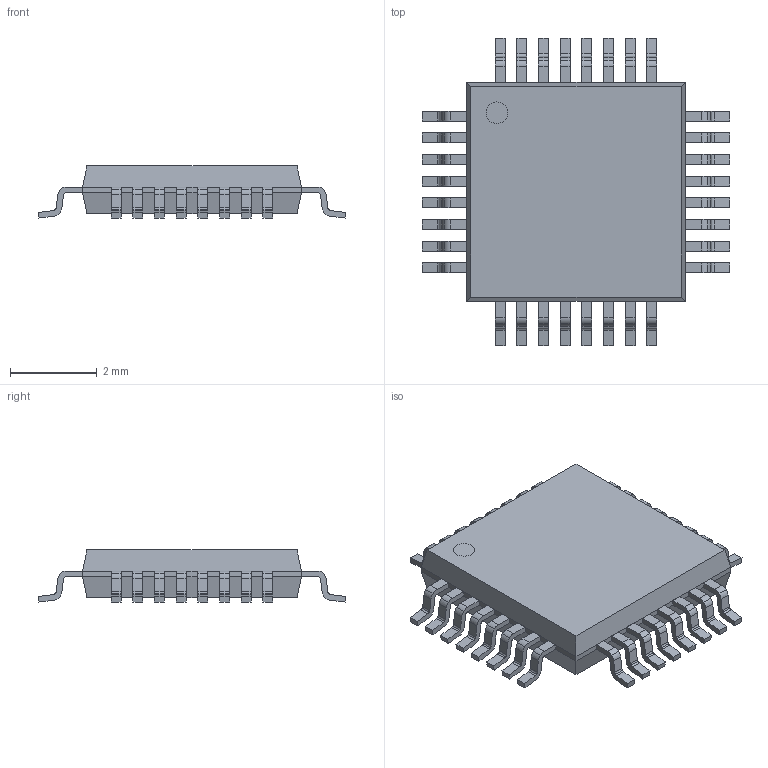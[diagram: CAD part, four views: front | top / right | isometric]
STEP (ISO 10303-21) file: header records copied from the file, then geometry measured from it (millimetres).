
FILE_DESCRIPTION((''),'2;1');
FILE_NAME('QFP50P700X700X120-32AN.stp','2009-12-07T16:11:17',(''),(''),'Mechanical Desktop 2006','Mechanical Desktop 2006',', , ');
FILE_SCHEMA(('AUTOMOTIVE_DESIGN { 1 2 10303 214 0 1 1 1 }'));
Length unit declared in the file: millimetre
Products named in the file (1): Product
Bounding box: 7.1 x 7.1 x 1.2 mm (x, y, z)
Volume: 28.4 mm3; surface area: 104.5 mm2
Topology: 34 solids, 34 shells, 597 faces, 1580 edges, 1056 vertices
Faces by surface type: bspline 288, plane 177, cylinder 132
Entity records: 20292 total; most frequent: CARTESIAN_POINT 5886, ORIENTED_EDGE 3152, DIRECTION 2720, EDGE_CURVE 1576, VECTOR 1060, LINE 1060, VERTEX_POINT 1048, AXIS2_PLACEMENT_3D 830
